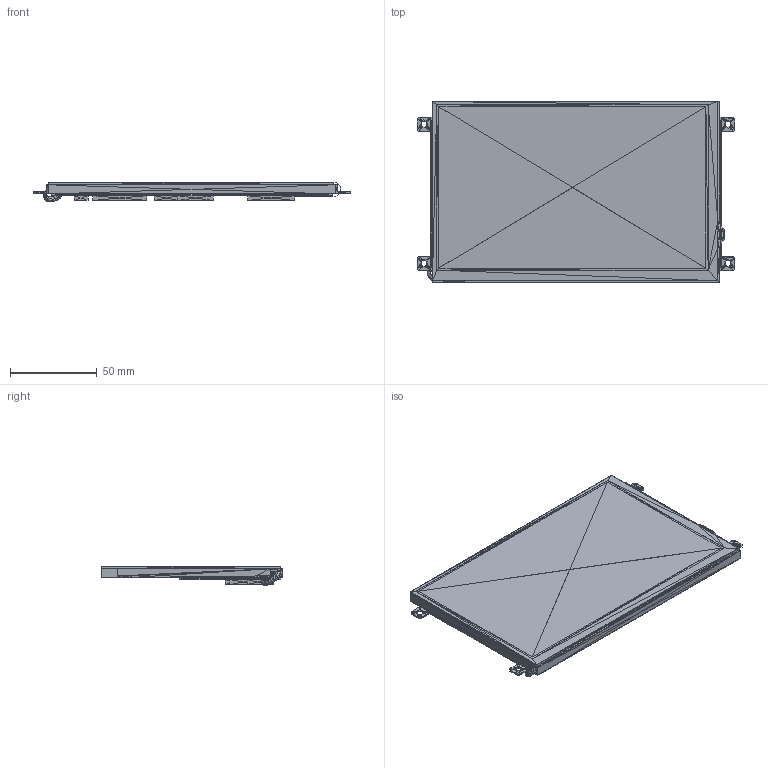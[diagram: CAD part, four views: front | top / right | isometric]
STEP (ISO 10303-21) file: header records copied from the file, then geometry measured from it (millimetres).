
FILE_DESCRIPTION((''),'2;1');
FILE_NAME('Open CASCADE Shape Model','2024-02-14T15:02:07',('LJ'),(''), 'Open CASCADE STEP processor 7.6','InStep V2.2','Unknown');
FILE_SCHEMA(('AUTOMOTIVE_DESIGN_CC2 { 1 2 10303 214 -1 1 5 4 }'));
Length unit declared in the file: millimetre
Products named in the file (6): 8048_stl; SOLID
Assembly tree (5 placements, depth 2):
  8048_stl
    SOLID
    SOLID
    SOLID
    SOLID
    SOLID
Bounding box: 182.7 x 104 x 11.33 mm (x, y, z)
Volume: 128599.1 mm3; surface area: 94707.7 mm2
Topology: 5 solids, 5 shells, 1658 faces, 2487 edges, 831 vertices
Faces by surface type: plane 1658
Entity records: 32504 total; most frequent: DIRECTION 5815, CARTESIAN_POINT 4982, ORIENTED_EDGE 4974, EDGE_CURVE 2487, LINE 2487, VECTOR 2487, AXIS2_PLACEMENT_3D 1664, ADVANCED_FACE 1658
